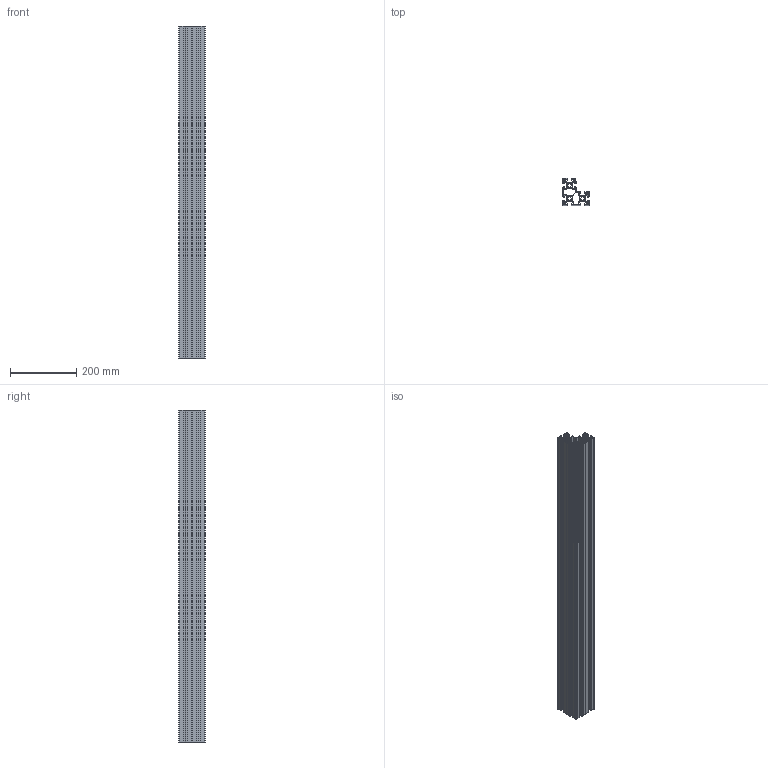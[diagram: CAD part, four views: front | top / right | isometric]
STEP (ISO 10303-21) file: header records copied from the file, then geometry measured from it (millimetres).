
FILE_DESCRIPTION (( 'STEP AP214' ), '1' );
FILE_NAME ('488.22SLX Êîíñòðóêöèîííûé ïðîôèëü 80õ80.22SL.STEP', '2019-11-21T12:30:01', ( 'Windows User' ), ( '' ), 'SwSTEP 2.0', 'SolidWorks 2019', '' );
FILE_SCHEMA (( 'AUTOMOTIVE_DESIGN' ));
Length unit declared in the file: millimetre
Products named in the file (1): 488.22SLX Êîíñòðóêöèîííûé ïðîôèëü 80õ80.22SL
Bounding box: 80 x 80 x 1000 mm (x, y, z)
Volume: 918031 mm3; surface area: 1390015.3 mm2
Topology: 1 solids, 1 shells, 790 faces, 2364 edges, 1576 vertices
Faces by surface type: plane 404, cylinder 386
Entity records: 26874 total; most frequent: CARTESIAN_POINT 4731, ORIENTED_EDGE 4728, DIRECTION 4718, EDGE_CURVE 2364, LINE 1592, VECTOR 1592, VERTEX_POINT 1576, AXIS2_PLACEMENT_3D 1563
